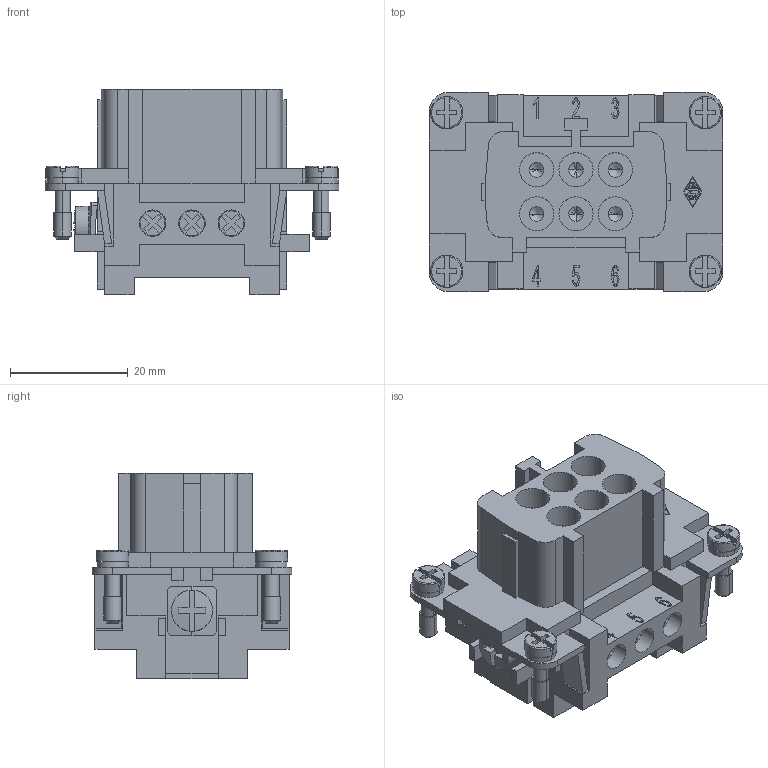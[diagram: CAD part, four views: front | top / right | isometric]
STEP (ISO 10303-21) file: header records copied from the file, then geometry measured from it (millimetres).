
FILE_DESCRIPTION(('Creo Elements/Direct Modeling STEP Export'),'2;1');
FILE_NAME('0ln7uvk469mr8mj4584','2016-12-19T13:45:06',(''),(''),'PTC Creo Elements/Direct Modeling STEP processor for AP214 (Solid Model)','PTC Creo Elements/Direct Modeling 19.0E 27-Jun-2016 (C) Parametric Technology GmbH','');
FILE_SCHEMA(('AUTOMOTIVE_DESIGN { 1 0 10303 214 1 1 1 1 }'));
Length unit declared in the file: millimetre
Products named in the file (1): CNEF_06_RY
Bounding box: 50 x 34 x 35 mm (x, y, z)
Volume: 21569.3 mm3; surface area: 15800.1 mm2
Topology: 2 solids, 2 shells, 910 faces, 2432 edges, 1585 vertices
Faces by surface type: plane 606, cylinder 160, bspline 98, cone 24, torus 16, sphere 6
Entity records: 36469 total; most frequent: CARTESIAN_POINT 6802, ORIENTED_EDGE 4836, DIRECTION 4272, EDGE_CURVE 2418, VECTOR 1756, LINE 1756, VERTEX_POINT 1585, AXIS2_PLACEMENT_3D 1258
